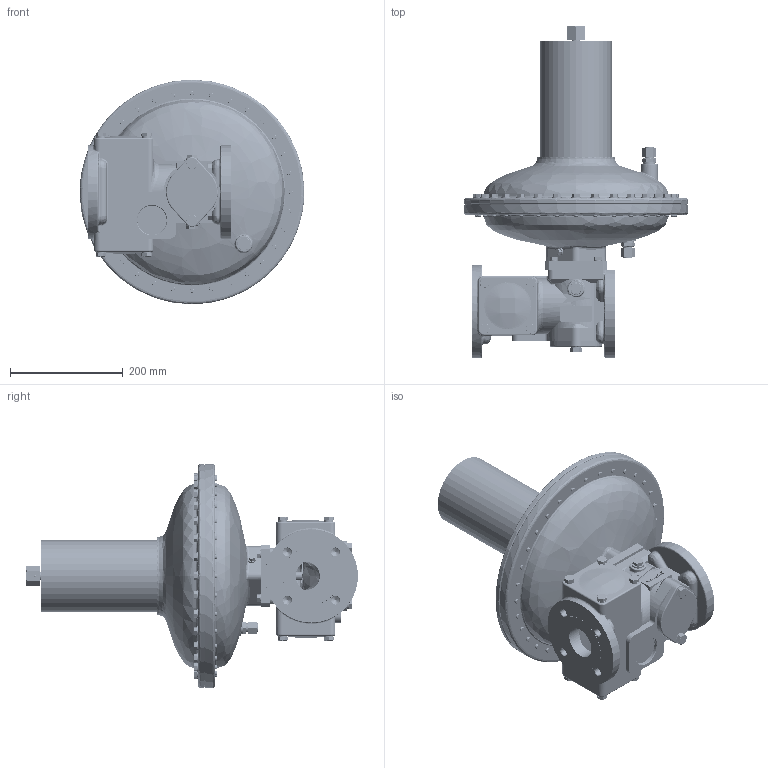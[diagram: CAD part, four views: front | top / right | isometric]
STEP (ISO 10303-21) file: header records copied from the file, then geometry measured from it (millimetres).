
FILE_DESCRIPTION (( 'STEP AP214' ), '1' );
FILE_NAME ('V_MB_HON370_50_RE2_o.SAV_-_.STEP', '2017-03-15T10:21:58', ( '' ), ( '' ), 'SwSTEP 2.0', 'SolidWorks 2015', '' );
FILE_SCHEMA (( 'AUTOMOTIVE_DESIGN' ));
Length unit declared in the file: millimetre
Products named in the file (1): V_MB_HON370_50_RE2_o.SAV_-_
Bounding box: 398 x 588.6 x 398 mm (x, y, z)
Volume: 7087342.6 mm3; surface area: 1488727.2 mm2
Topology: 128 solids, 128 shells, 3743 faces, 8867 edges, 5487 vertices
Faces by surface type: plane 1324, cylinder 1092, cone 840, bspline 487
Entity records: 152074 total; most frequent: CARTESIAN_POINT 66755, ORIENTED_EDGE 17614, DIRECTION 17157, EDGE_CURVE 8807, AXIS2_PLACEMENT_3D 6911, VERTEX_POINT 5487, EDGE_LOOP 4244, FACE_OUTER_BOUND 3743
